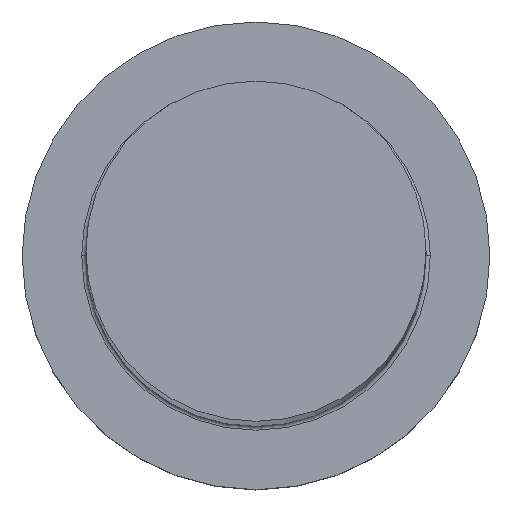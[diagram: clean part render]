
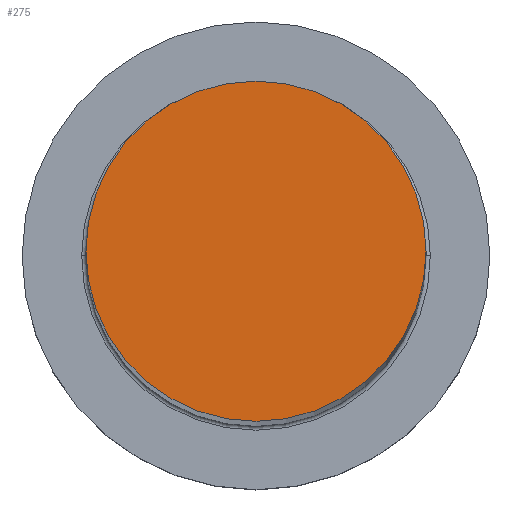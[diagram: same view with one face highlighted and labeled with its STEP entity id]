
A CAD part, top view. The second image highlights one B-rep face of the part: STEP entity #275.
In plain terms, the highlighted planar face has unit normal (0, 0, 1).
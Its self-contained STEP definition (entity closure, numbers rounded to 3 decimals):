
#7 = CARTESIAN_POINT ( 'NONE',  ( 0., 0., 132. ) ) ;
#29 = DIRECTION ( 'NONE',  ( 0., 0., 1. ) ) ;
#33 = CARTESIAN_POINT ( 'NONE',  ( 0., 0., 132. ) ) ;
#40 = AXIS2_PLACEMENT_3D ( 'NONE', #123, #147, #145 ) ;
#41 = VERTEX_POINT ( 'NONE', #231 ) ;
#71 = CIRCLE ( 'NONE', #40, 8. ) ;
#75 = DIRECTION ( 'NONE',  ( 1., 0., 0. ) ) ;
#80 = DIRECTION ( 'NONE',  ( 0., 0., 1. ) ) ;
#86 = ORIENTED_EDGE ( 'NONE', *, *, #201, .T. ) ;
#91 = AXIS2_PLACEMENT_3D ( 'NONE', #7, #29, #101 ) ;
#101 = DIRECTION ( 'NONE',  ( 1., 0., 0. ) ) ;
#123 = CARTESIAN_POINT ( 'NONE',  ( 0., 0., 132. ) ) ;
#130 = VERTEX_POINT ( 'NONE', #218 ) ;
#142 = EDGE_CURVE ( 'NONE', #130, #41, #71, .T. ) ;
#145 = DIRECTION ( 'NONE',  ( 1., 0., 0. ) ) ;
#147 = DIRECTION ( 'NONE',  ( 0., 0., 1. ) ) ;
#148 = CIRCLE ( 'NONE', #212, 8. ) ;
#172 = ORIENTED_EDGE ( 'NONE', *, *, #142, .T. ) ;
#201 = EDGE_CURVE ( 'NONE', #41, #130, #148, .T. ) ;
#212 = AXIS2_PLACEMENT_3D ( 'NONE', #33, #80, #75 ) ;
#218 = CARTESIAN_POINT ( 'NONE',  ( 8., 0., 132. ) ) ;
#231 = CARTESIAN_POINT ( 'NONE',  ( -8., 0., 132. ) ) ;
#232 = EDGE_LOOP ( 'NONE', ( #86, #172 ) ) ;
#266 = FACE_OUTER_BOUND ( 'NONE', #232, .T. ) ;
#275 = ADVANCED_FACE ( 'NONE', ( #266 ), #292, .T. ) ;
#292 = PLANE ( 'NONE',  #91 ) ;
